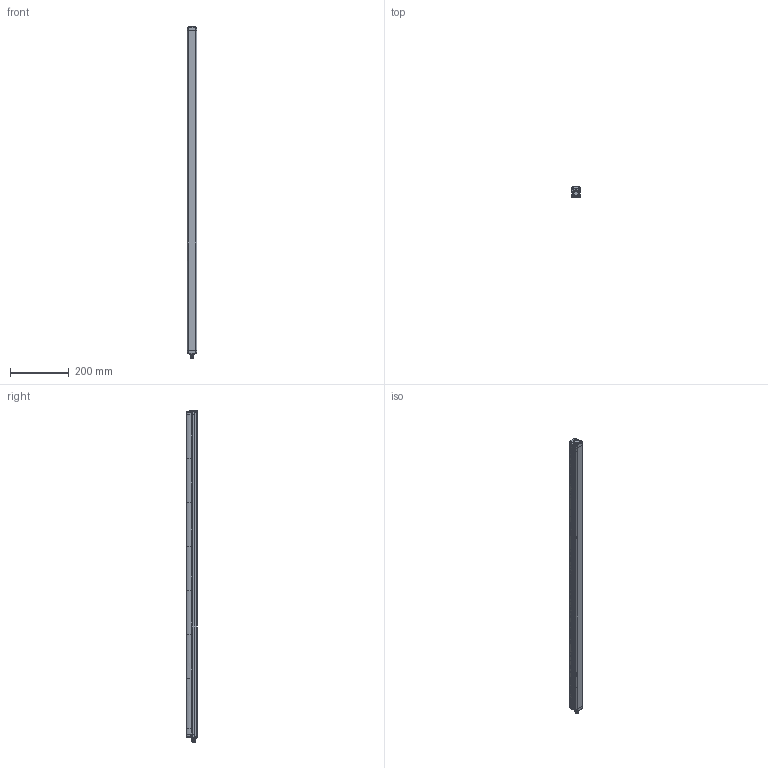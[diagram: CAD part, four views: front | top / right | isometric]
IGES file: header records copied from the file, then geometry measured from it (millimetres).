
Global section: file name: DSD-0151.igs; preprocessor: I-DEAS 3D IGES Translator 11; date: 20080609.121151; units: millimetre
Bounding box: 32.3 x 36.9 x 1133.24 mm (x, y, z)
Volume: 1126878.7 mm3; surface area: 264977.7 mm2
Topology: 12 solids, 12 shells, 1622 faces, 6337 edges, 5184 vertices
Faces by surface type: bspline 1622
